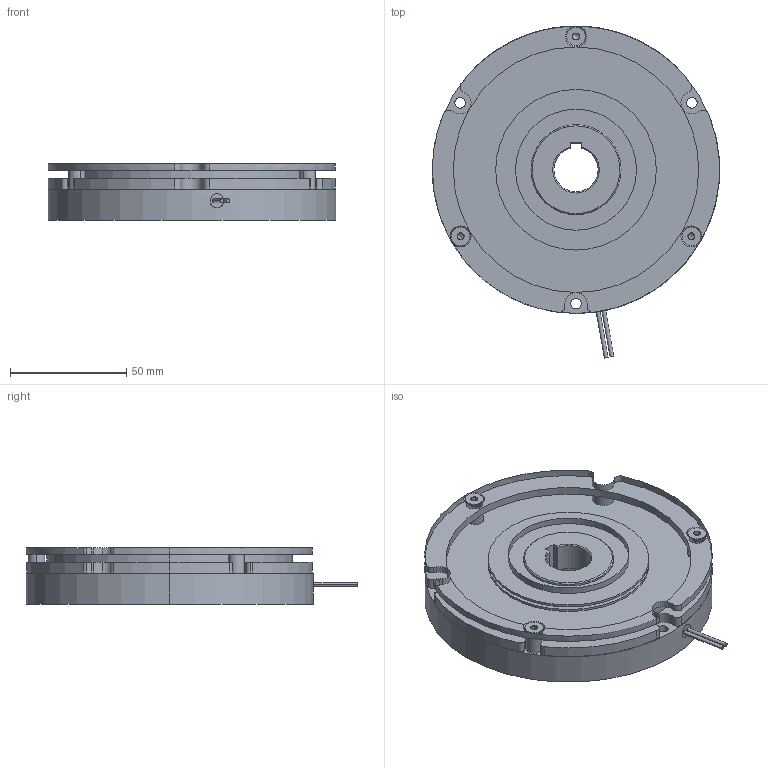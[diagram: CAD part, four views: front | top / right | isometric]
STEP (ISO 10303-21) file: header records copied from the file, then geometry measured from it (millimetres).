
FILE_DESCRIPTION (( 'STEP AP214' ), '1' );
FILE_NAME ('23864200修正後.STEP', '2020-04-24T07:22:14', ( '' ), ( '' ), 'SwSTEP 2.0', 'SolidWorks 2018', '' );
FILE_SCHEMA (( 'AUTOMOTIVE_DESIGN' ));
Length unit declared in the file: millimetre
Products named in the file (1): 23864200修正後
Bounding box: 123.5 x 142.61 x 24.3 mm (x, y, z)
Volume: 246155.9 mm3; surface area: 74016.5 mm2
Topology: 1 solids, 5 shells, 236 faces, 580 edges, 362 vertices
Faces by surface type: cylinder 113, plane 68, cone 51, torus 4
Entity records: 9916 total; most frequent: CARTESIAN_POINT 1559, DIRECTION 1284, ORIENTED_EDGE 1148, EDGE_CURVE 574, AXIS2_PLACEMENT_3D 531, VERTEX_POINT 362, CIRCLE 294, EDGE_LOOP 274
